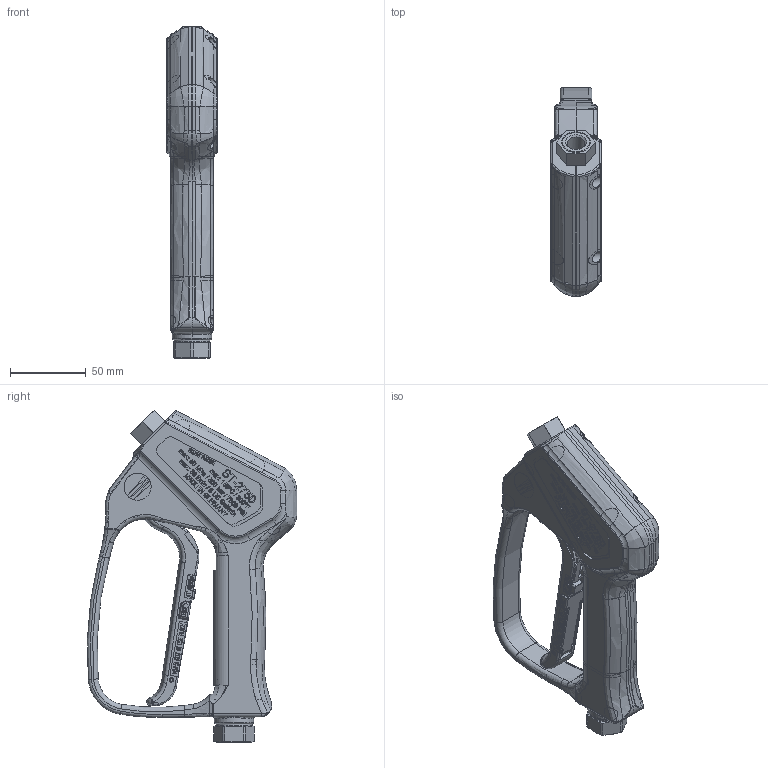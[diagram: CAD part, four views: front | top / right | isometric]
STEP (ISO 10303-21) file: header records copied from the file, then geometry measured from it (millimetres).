
FILE_DESCRIPTION(/* description */ ('Unknown'),/* implementation_level */ '2;1');
FILE_NAME(/* name */ '20 2750 500_Pistole_G3_8IG',/* time_stamp */ '2019-10-01T08:35:14+02:00',/* author */ ('Unknown'),/* organization */ ('Unknown'),/* preprocessor_version */ 'ST-DEVELOPER v16.7',/* originating_system */ 'DEX',/* authorisation */ $);
FILE_SCHEMA (('AUTOMOTIVE_DESIGN {1 0 10303 214 3 1 1}'));
Products named in the file (12): 20 2750 500_3_ST-2750_Pistole_G3_8IG; 04-1037_1_Eingangsmutter_ST-2750_G3_8; 20 2600 440_ST-2600_TM-Hebel_rot_oa_0; 04-7045_schiebestift; 01-1250_2_stift_3h9x14,7; 02-8651_hebel_rot; 02-8618_Sicherungsklinke_rot; 04-0051_Blechschraube_DIN_7981-3,5x16_V2A_Form C; 02-9055_ST-2750_Schild_Suttner; 02-8620_ST-2300-2600; 02-8615_1_ST-2300-2600_Halbschale; 25700_040001057_Gehäuse_für_stp_2_1_-_00383964
Assembly tree (18 placements, depth 3):
  20 2750 500_3_ST-2750_Pistole_G3_8IG
    04-1037_1_Eingangsmutter_ST-2750_G3_8
    20 2600 440_ST-2600_TM-Hebel_rot_oa_0
      04-7045_schiebestift
      01-1250_2_stift_3h9x14,7
      02-8651_hebel_rot
      02-8618_Sicherungsklinke_rot
    04-0051_Blechschraube_DIN_7981-3,5x16_V2A_Form C  x8
    02-9055_ST-2750_Schild_Suttner
    02-8620_ST-2300-2600
    02-8615_1_ST-2300-2600_Halbschale
    25700_040001057_Gehäuse_für_stp_2_1_-_00383964
Bounding box: 33.2 x 137.8 x 218.57 mm (x, y, z)
Volume: 107530 mm3; surface area: 123039.8 mm2
Topology: 21 solids, 21 shells, 3466 faces, 8991 edges, 5872 vertices
Faces by surface type: plane 2255, bspline 524, cylinder 502, torus 128, cone 30, sphere 27
Full cylindrical faces by diameter (mm): 2 x1, 2.7 x8, 3 x5, 3.1 x2, 3.5 x8, 3.8 x8, 4 x3, 4.02 x1, 4.1 x2, 6 x16, 6.9 x8, 7 x1, 7.4 x8, 9.6 x8, 10 x2, 11.1 x1, 11.82 x3, 15.33 x2, 23.7 x1
Entity records: 123186 total; most frequent: CARTESIAN_POINT 49674, ORIENTED_EDGE 17116, DIRECTION 11492, EDGE_CURVE 8558, VERTEX_POINT 5679, AXIS2_PLACEMENT_3D 4065, B_SPLINE_CURVE_WITH_KNOTS 3987, EDGE_LOOP 3879
